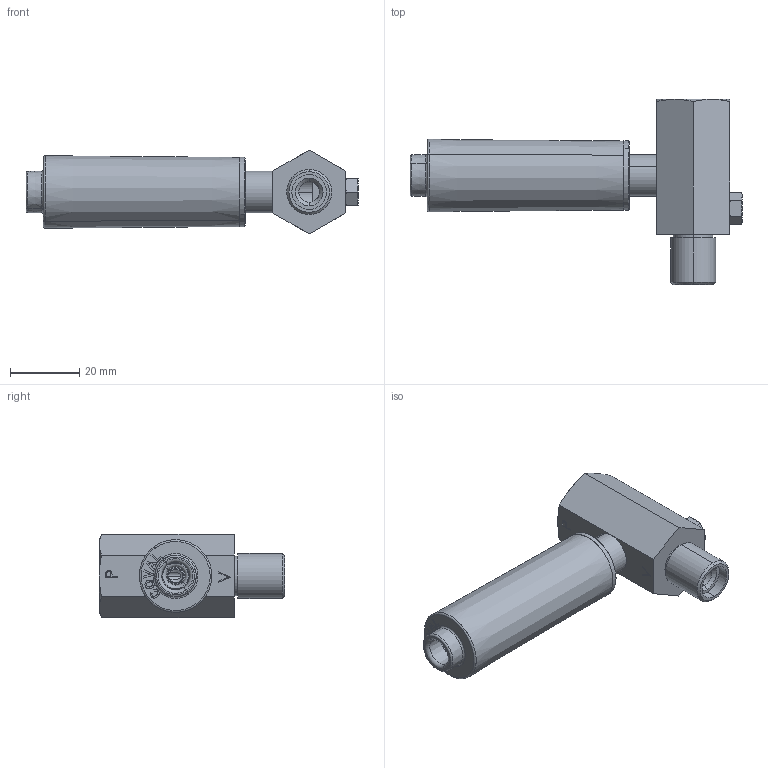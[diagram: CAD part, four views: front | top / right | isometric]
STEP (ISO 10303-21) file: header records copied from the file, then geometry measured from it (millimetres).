
FILE_DESCRIPTION(('STEP AP214'),'1');
FILE_NAME('COVAL_VR12M14K.stp','2017-12-27T16:00:33',('TraceParts'),('TraceParts S.A.'),'Spatial InterOp 3D',' ',' ');
FILE_SCHEMA(('automotive_design'));
Length unit declared in the file: millimetre
Products named in the file (4): COVAL_VR12M14K_1; COVAL_VR12M14K_2; COVAL_VR12M14K_3; COVAL_VR12M14K_4
Bounding box: 95.9 x 53.5 x 24.25 mm (x, y, z)
Volume: 32279.5 mm3; surface area: 22257 mm2
Topology: 11 solids, 11 shells, 329 faces, 725 edges, 439 vertices
Faces by surface type: plane 102, cylinder 72, cone 70, torus 60, bspline 19, extrusion 6
Entity records: 14384 total; most frequent: CARTESIAN_POINT 4349, DIRECTION 1576, ORIENTED_EDGE 1442, EDGE_CURVE 721, AXIS2_PLACEMENT_3D 639, VERTEX_POINT 439, EDGE_LOOP 378, STYLED_ITEM 339
